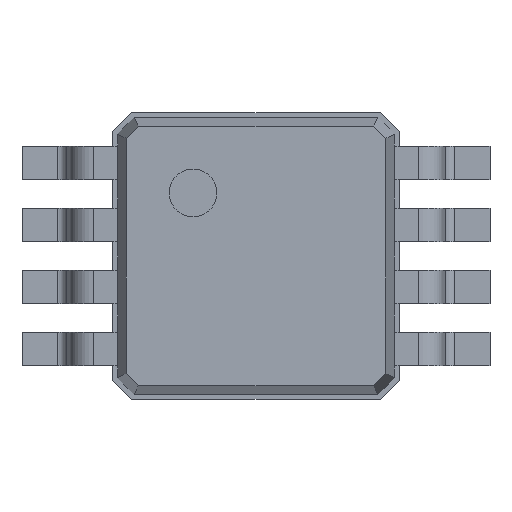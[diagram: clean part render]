
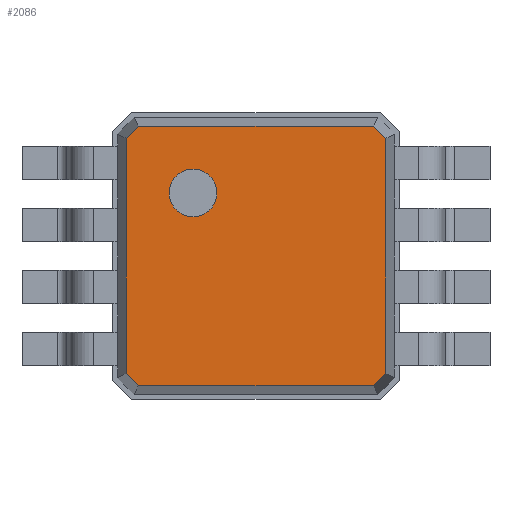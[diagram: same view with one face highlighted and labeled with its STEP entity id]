
A CAD part, top view. The second image highlights one B-rep face of the part: STEP entity #2086.
In plain terms, the highlighted planar face has unit normal (0, 0, 1).
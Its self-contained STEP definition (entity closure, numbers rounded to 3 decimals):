
#13=DIRECTION('',(0.,0.,1.));
#27=VECTOR('',#28,1.);
#28=DIRECTION('',(1.,0.,0.));
#51=VECTOR('',#52,1.);
#52=DIRECTION('',(0.707,-0.707,0.));
#58=VECTOR('',#59,1.);
#59=DIRECTION('',(0.,-1.,0.));
#65=VECTOR('',#66,1.);
#66=DIRECTION('',(-0.707,-0.707,0.));
#72=VECTOR('',#73,1.);
#73=DIRECTION('',(-1.,0.,0.));
#79=VECTOR('',#80,1.);
#80=DIRECTION('',(-0.707,0.707,0.));
#86=VECTOR('',#87,1.);
#87=DIRECTION('',(0.,1.,0.));
#91=VECTOR('',#92,1.);
#92=DIRECTION('',(0.707,0.707,0.));
#793=VERTEX_POINT('',#794);
#794=CARTESIAN_POINT('',(-1.36,1.23,1.1));
#796=ORIENTED_EDGE('',*,*,#797,.F.);
#797=EDGE_CURVE('',#798,#793,#800,.T.);
#798=VERTEX_POINT('',#799);
#799=CARTESIAN_POINT('',(-1.36,-1.23,1.1));
#800=LINE('',#799,#86);
#811=VERTEX_POINT('',#812);
#812=CARTESIAN_POINT('',(-1.23,1.36,1.1));
#814=ORIENTED_EDGE('',*,*,#815,.F.);
#815=EDGE_CURVE('',#793,#811,#816,.T.);
#816=LINE('',#794,#91);
#825=VERTEX_POINT('',#826);
#826=CARTESIAN_POINT('',(1.23,1.36,1.1));
#828=ORIENTED_EDGE('',*,*,#829,.F.);
#829=EDGE_CURVE('',#811,#825,#830,.T.);
#830=LINE('',#812,#27);
#839=VERTEX_POINT('',#840);
#840=CARTESIAN_POINT('',(1.36,1.23,1.1));
#842=ORIENTED_EDGE('',*,*,#843,.F.);
#843=EDGE_CURVE('',#825,#839,#844,.T.);
#844=LINE('',#826,#51);
#885=VERTEX_POINT('',#886);
#886=CARTESIAN_POINT('',(1.36,-1.23,1.1));
#888=ORIENTED_EDGE('',*,*,#889,.F.);
#889=EDGE_CURVE('',#839,#885,#890,.T.);
#890=LINE('',#840,#58);
#2086=ADVANCED_FACE('',(#2087,#2102),#2112,.T.);
#2087=FACE_BOUND('',#2088,.T.);
#2088=EDGE_LOOP('',(#828,#814,#796,#2089,#2094,#2099,#888,#842));
#2089=ORIENTED_EDGE('',*,*,#2090,.F.);
#2090=EDGE_CURVE('',#2091,#798,#2093,.T.);
#2091=VERTEX_POINT('',#2092);
#2092=CARTESIAN_POINT('',(-1.23,-1.36,1.1));
#2093=LINE('',#2092,#79);
#2094=ORIENTED_EDGE('',*,*,#2095,.F.);
#2095=EDGE_CURVE('',#2096,#2091,#2098,.T.);
#2096=VERTEX_POINT('',#2097);
#2097=CARTESIAN_POINT('',(1.23,-1.36,1.1));
#2098=LINE('',#2097,#72);
#2099=ORIENTED_EDGE('',*,*,#2100,.F.);
#2100=EDGE_CURVE('',#885,#2096,#2101,.T.);
#2101=LINE('',#886,#65);
#2102=FACE_BOUND('',#2103,.T.);
#2103=EDGE_LOOP('',(#2104));
#2104=ORIENTED_EDGE('',*,*,#2105,.T.);
#2105=EDGE_CURVE('',#2106,#2106,#2108,.T.);
#2106=VERTEX_POINT('',#2107);
#2107=CARTESIAN_POINT('',(-0.66,0.41,1.1));
#2108=CIRCLE('',#2109,0.25);
#2109=AXIS2_PLACEMENT_3D('',#2110,#2111,#59);
#2110=CARTESIAN_POINT('',(-0.66,0.66,1.1));
#2111=DIRECTION('',(0.,-0.,-1.));
#2112=PLANE('',#2113);
#2113=AXIS2_PLACEMENT_3D('',#812,#13,#2114);
#2114=DIRECTION('',(0.671,-0.742,0.));
